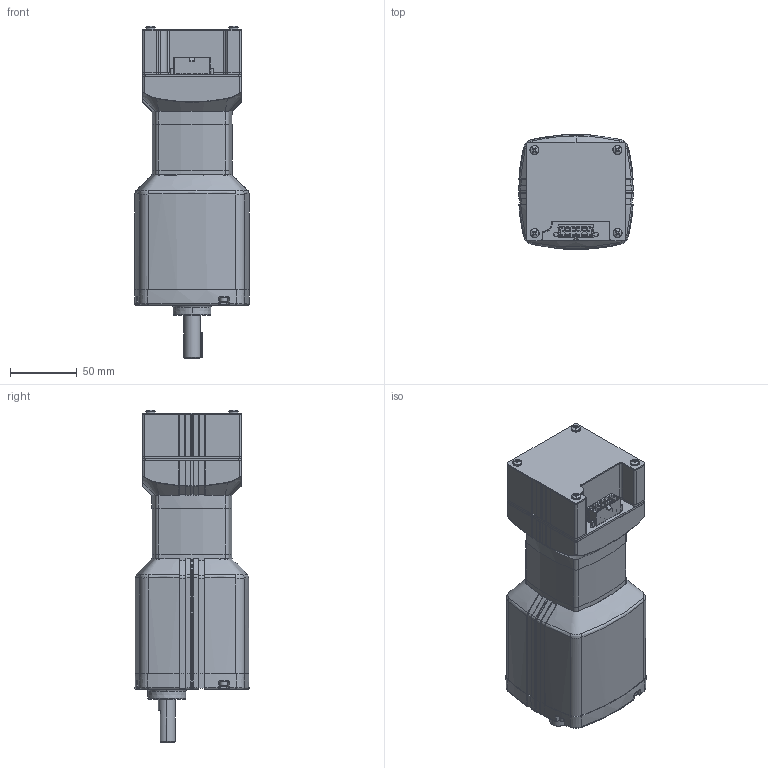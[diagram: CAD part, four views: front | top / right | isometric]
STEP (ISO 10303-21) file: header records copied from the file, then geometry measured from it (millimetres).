
FILE_DESCRIPTION (( 'STEP AP203' ), '1' );
FILE_NAME ('INFM0189.STEP', '2013-04-27T02:41:13', ( '' ), ( '' ), 'SwSTEP 2.0', 'SolidWorks 2012', '' );
FILE_SCHEMA (( 'CONFIG_CONTROL_DESIGN' ));
Length unit declared in the file: inch
Products named in the file (1): INFM0189
Bounding box: 86.5 x 86.12 x 249.49 mm (x, y, z)
Surface area: 121826.3 mm2 (no closed solid volume)
Topology: 0 solids, 21 shells, 921 faces, 2887 edges, 1925 vertices
Faces by surface type: plane 314, cylinder 230, bspline 209, cone 97, torus 63, sphere 8
Entity records: 39220 total; most frequent: CARTESIAN_POINT 15681, ORIENTED_EDGE 4749, DIRECTION 4552, EDGE_CURVE 2879, VERTEX_POINT 1925, AXIS2_PLACEMENT_3D 1732, VECTOR 1088, LINE 1088
